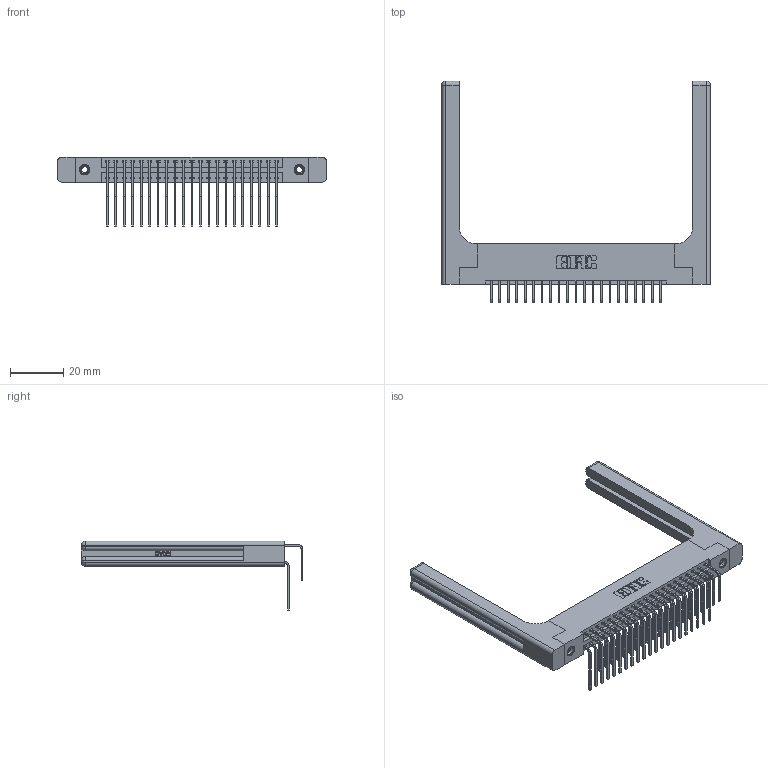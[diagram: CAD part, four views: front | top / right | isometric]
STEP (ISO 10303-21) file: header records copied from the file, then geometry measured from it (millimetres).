
FILE_DESCRIPTION (( 'STEP AP203' ), '1' );
FILE_NAME ('396-042-558-258.STEP', '2019-11-03T07:39:41', ( '' ), ( '' ), 'SwSTEP 2.0', 'SolidWorks 2016', '' );
FILE_SCHEMA (( 'CONFIG_CONTROL_DESIGN' ));
Length unit declared in the file: inch
Products named in the file (6): 346-220-058_345-220-058; 346 Part_Flush Mounting Lugs - 0.156 Dia-TH; 345-292-001_558 559 Tail - 1; 396-042-558-258; 345-250-001_345-250-001-102; 345-292-001_558 Tail - 2
Assembly tree (47 placements, depth 2):
  396-042-558-258
    346 Part_Flush Mounting Lugs - 0.156 Dia-TH
    345-292-001_558 559 Tail - 1  x21
    345-292-001_558 Tail - 2  x21
    345-250-001_345-250-001-102  x2
    346-220-058_345-220-058  x2
Bounding box: 100.74 x 83.12 x 26.16 mm (x, y, z)
Volume: 17396.5 mm3; surface area: 19416.3 mm2
Topology: 47 solids, 47 shells, 2646 faces, 7757 edges, 5094 vertices
Faces by surface type: plane 1778, cylinder 808, bspline 36, cone 12, sphere 8, torus 4
Entity records: 23498 total; most frequent: CARTESIAN_POINT 4960, ORIENTED_EDGE 3640, DIRECTION 3328, EDGE_CURVE 1820, LINE 1472, VECTOR 1472, VERTEX_POINT 1202, AXIS2_PLACEMENT_3D 928
